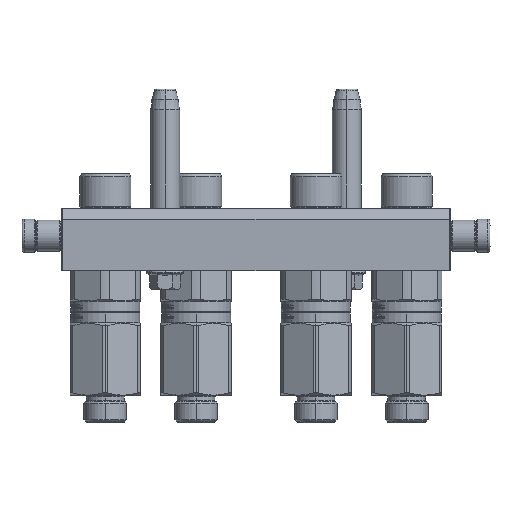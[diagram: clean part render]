
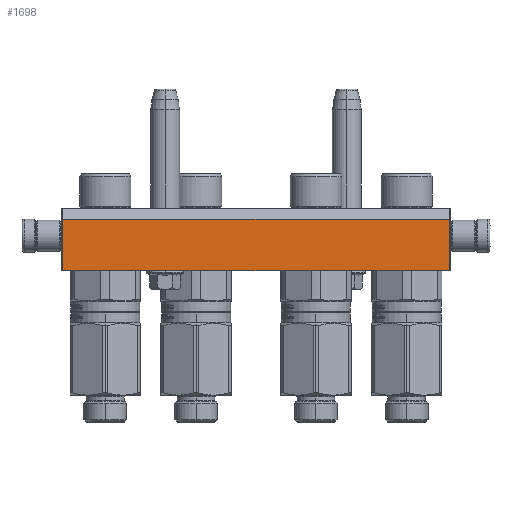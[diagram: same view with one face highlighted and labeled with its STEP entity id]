
A CAD part, left-side view. The second image highlights one B-rep face of the part: STEP entity #1698.
In plain terms, the highlighted face is planar.
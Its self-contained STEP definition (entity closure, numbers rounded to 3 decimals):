
#732 = CARTESIAN_POINT ( 'NONE',  ( 93.5, 15., -45. ) ) ;
#1698 = ADVANCED_FACE ( 'NONE', ( #33187 ), #26959, .T. ) ;
#3728 = DIRECTION ( 'NONE',  ( -1., 0., 0. ) ) ;
#4007 = CARTESIAN_POINT ( 'NONE',  ( 93.5, 15., -45. ) ) ;
#7490 = LINE ( 'NONE', #55965, #53321 ) ;
#8329 = ORIENTED_EDGE ( 'NONE', *, *, #34848, .F. ) ;
#14905 = CARTESIAN_POINT ( 'NONE',  ( 94., -15., -45. ) ) ;
#17047 = VECTOR ( 'NONE', #36034, 1000. ) ;
#17985 = ORIENTED_EDGE ( 'NONE', *, *, #40801, .F. ) ;
#18217 = CARTESIAN_POINT ( 'NONE',  ( -93.5, -10., -45. ) ) ;
#18727 = ORIENTED_EDGE ( 'NONE', *, *, #65481, .T. ) ;
#21694 = DIRECTION ( 'NONE',  ( 0., 0., -1. ) ) ;
#22545 = CARTESIAN_POINT ( 'NONE',  ( -93.5, -10., -45. ) ) ;
#22859 = LINE ( 'NONE', #22545, #55693 ) ;
#26959 = PLANE ( 'NONE',  #48001 ) ;
#29363 = VERTEX_POINT ( 'NONE', #18217 ) ;
#31354 = ORIENTED_EDGE ( 'NONE', *, *, #42928, .F. ) ;
#32690 = DIRECTION ( 'NONE',  ( 0., 1., 0. ) ) ;
#33187 = FACE_OUTER_BOUND ( 'NONE', #71572, .T. ) ;
#34848 = EDGE_CURVE ( 'NONE', #29363, #66835, #22859, .T. ) ;
#36034 = DIRECTION ( 'NONE',  ( -1., 0., 0. ) ) ;
#36565 = LINE ( 'NONE', #64223, #75036 ) ;
#40389 = VERTEX_POINT ( 'NONE', #4007 ) ;
#40801 = EDGE_CURVE ( 'NONE', #66835, #40389, #7490, .T. ) ;
#42864 = CARTESIAN_POINT ( 'NONE',  ( 93.5, -10., -45. ) ) ;
#42928 = EDGE_CURVE ( 'NONE', #40389, #77089, #70524, .T. ) ;
#46290 = DIRECTION ( 'NONE',  ( 0., 1., 0. ) ) ;
#48001 = AXIS2_PLACEMENT_3D ( 'NONE', #14905, #21694, #3728 ) ;
#53321 = VECTOR ( 'NONE', #32690, 1000. ) ;
#55693 = VECTOR ( 'NONE', #65292, 1000. ) ;
#55965 = CARTESIAN_POINT ( 'NONE',  ( 93.5, -10., -45. ) ) ;
#64223 = CARTESIAN_POINT ( 'NONE',  ( -93.5, -10., -45. ) ) ;
#64822 = CARTESIAN_POINT ( 'NONE',  ( -93.5, 15., -45. ) ) ;
#65292 = DIRECTION ( 'NONE',  ( 1., 0., 0. ) ) ;
#65481 = EDGE_CURVE ( 'NONE', #29363, #77089, #36565, .T. ) ;
#66835 = VERTEX_POINT ( 'NONE', #42864 ) ;
#70524 = LINE ( 'NONE', #732, #17047 ) ;
#71572 = EDGE_LOOP ( 'NONE', ( #31354, #17985, #8329, #18727 ) ) ;
#75036 = VECTOR ( 'NONE', #46290, 1000. ) ;
#77089 = VERTEX_POINT ( 'NONE', #64822 ) ;
